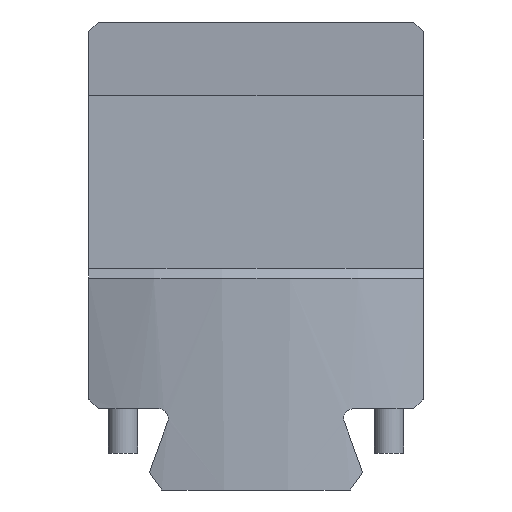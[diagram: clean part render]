
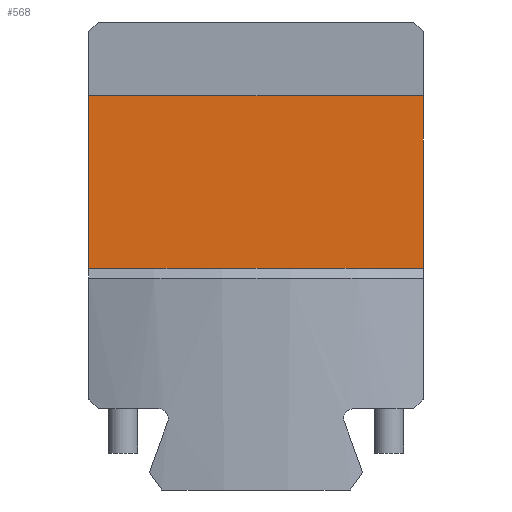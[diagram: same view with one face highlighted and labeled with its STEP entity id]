
A CAD part, left-side view. The second image highlights one B-rep face of the part: STEP entity #568.
In plain terms, the highlighted planar face has unit normal (-1, 0, 0).
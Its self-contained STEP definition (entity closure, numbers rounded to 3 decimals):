
#568=ADVANCED_FACE('NONE',(#1361),#1362,.F.);
#656=EDGE_CURVE('NONE',#962,#856,#1458,.T.);
#682=VERTEX_POINT('NONE',#1489);
#750=EDGE_CURVE('NONE',#682,#928,#1563,.T.);
#856=VERTEX_POINT('NONE',#1681);
#894=EDGE_CURVE('NONE',#682,#962,#1723,.T.);
#928=VERTEX_POINT('NONE',#1757);
#962=VERTEX_POINT('NONE',#1796);
#972=EDGE_CURVE('NONE',#928,#856,#1807,.T.);
#1361=FACE_OUTER_BOUND('',#2332,.T.);
#1362=PLANE('',#2333);
#1458=LINE('',#2485,#2486);
#1489=CARTESIAN_POINT('',(-290.0,34.0,0.0));
#1563=LINE('',#2643,#2644);
#1681=CARTESIAN_POINT('',(-290.0,-34.0,35.0));
#1723=LINE('',#2924,#2925);
#1757=CARTESIAN_POINT('',(-290.0,34.0,35.0));
#1796=CARTESIAN_POINT('',(-290.0,-34.0,0.0));
#1807=LINE('',#3074,#3075);
#2332=EDGE_LOOP('',(#3614,#3615,#3616,#3617));
#2333=AXIS2_PLACEMENT_3D('',#3618,#3619,#3620);
#2485=CARTESIAN_POINT('',(-290.0,-34.0,0.0));
#2486=VECTOR('',#3699,1000.0);
#2643=CARTESIAN_POINT('',(-290.0,34.0,0.0));
#2644=VECTOR('',#3812,1000.0);
#2924=CARTESIAN_POINT('',(-290.0,34.0,0.0));
#2925=VECTOR('',#4025,1000.0);
#3074=CARTESIAN_POINT('',(-290.0,34.0,35.0));
#3075=VECTOR('',#4112,1000.0);
#3614=ORIENTED_EDGE('',*,*,#656,.T.);
#3615=ORIENTED_EDGE('',*,*,#972,.F.);
#3616=ORIENTED_EDGE('',*,*,#750,.F.);
#3617=ORIENTED_EDGE('',*,*,#894,.T.);
#3618=CARTESIAN_POINT('',(-290.0,34.0,0.0));
#3619=DIRECTION('',(1.0,0.0,0.0));
#3620=DIRECTION('',(0.0,-1.0,-0.0));
#3699=DIRECTION('',(0.0,0.0,1.0));
#3812=DIRECTION('',(0.0,0.0,1.0));
#4025=DIRECTION('',(0.0,-1.0,0.0));
#4112=DIRECTION('',(0.0,-1.0,0.0));
